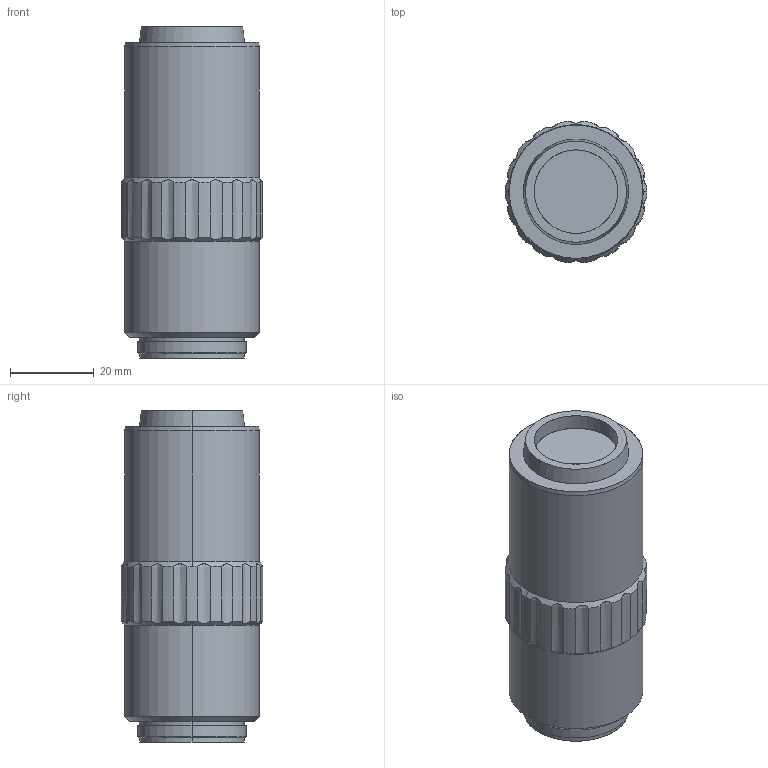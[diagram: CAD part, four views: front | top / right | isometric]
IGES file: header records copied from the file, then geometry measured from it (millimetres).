
Start section: SolidWorks IGES file using analytic representation for surfaces
Global section: file name: Web PDF'Web Model 46142_46399.igs; native system: SolidWorks 2016; preprocessor: SolidWorks 2016; author: CLopez; date: 180316.112019; units: millimetre
Bounding box: 34 x 33.86 x 79.5 mm (x, y, z)
Surface area: 9839.1 mm2 (no closed solid volume)
Topology: 0 solids, 0 shells, 70 faces, 1134 edges, 1134 vertices
Faces by surface type: revolution 63, bspline 7
